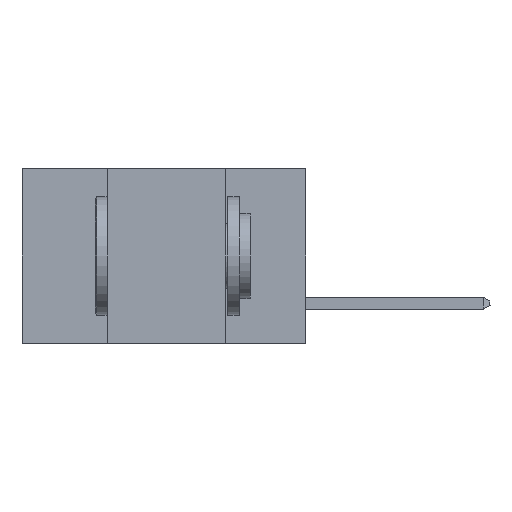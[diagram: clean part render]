
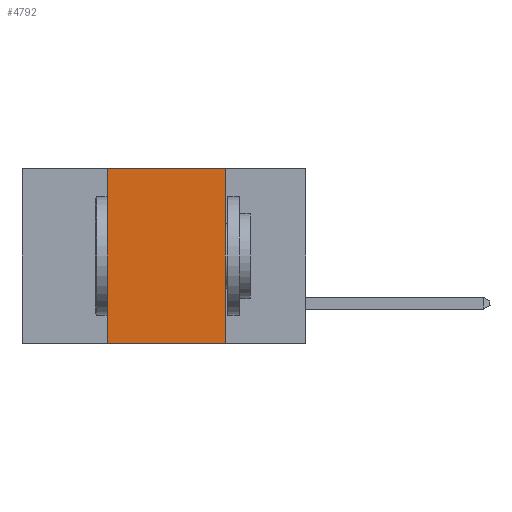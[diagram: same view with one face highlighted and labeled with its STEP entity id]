
A CAD part, left-side view. The second image highlights one B-rep face of the part: STEP entity #4792.
In plain terms, the highlighted planar face has unit normal (-1, 0, 0).
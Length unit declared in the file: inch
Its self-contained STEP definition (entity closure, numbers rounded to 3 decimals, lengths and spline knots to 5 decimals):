
#2486 = VERTEX_POINT ( 'NONE', #23370 ) ;
#3205 = EDGE_CURVE ( 'NONE', #29283, #2486, #8663, .T. ) ;
#3214 = LINE ( 'NONE', #17579, #20749 ) ;
#3451 = PLANE ( 'NONE',  #19487 ) ;
#4792 = ADVANCED_FACE ( 'NONE', ( #17156 ), #3451, .F. ) ;
#5152 = VECTOR ( 'NONE', #30580, 39.37008 ) ;
#5796 = ORIENTED_EDGE ( 'NONE', *, *, #23948, .F. ) ;
#8663 = LINE ( 'NONE', #18033, #20665 ) ;
#9260 = DIRECTION ( 'NONE',  ( 0., 0., -1. ) ) ;
#11364 = CARTESIAN_POINT ( 'NONE',  ( 0., 0.17, 0. ) ) ;
#11748 = LINE ( 'NONE', #19357, #25231 ) ;
#12810 = DIRECTION ( 'NONE',  ( 0., 0., 1. ) ) ;
#13193 = CARTESIAN_POINT ( 'NONE',  ( 0., 0.42, 0. ) ) ;
#13451 = VERTEX_POINT ( 'NONE', #13193 ) ;
#17088 = CARTESIAN_POINT ( 'NONE',  ( 0., 0.42, -0.37 ) ) ;
#17156 = FACE_OUTER_BOUND ( 'NONE', #26413, .T. ) ;
#17579 = CARTESIAN_POINT ( 'NONE',  ( 0., 0.42, 0. ) ) ;
#18033 = CARTESIAN_POINT ( 'NONE',  ( 0., 0.17, 0. ) ) ;
#19357 = CARTESIAN_POINT ( 'NONE',  ( 0., 0.6, 0. ) ) ;
#19487 = AXIS2_PLACEMENT_3D ( 'NONE', #30655, #27570, #27676 ) ;
#19494 = EDGE_CURVE ( 'NONE', #13451, #29283, #11748, .T. ) ;
#20665 = VECTOR ( 'NONE', #9260, 39.37008 ) ;
#20749 = VECTOR ( 'NONE', #12810, 39.37008 ) ;
#22377 = EDGE_CURVE ( 'NONE', #23152, #2486, #24130, .T. ) ;
#23152 = VERTEX_POINT ( 'NONE', #17088 ) ;
#23370 = CARTESIAN_POINT ( 'NONE',  ( 0., 0.17, -0.37 ) ) ;
#23948 = EDGE_CURVE ( 'NONE', #23152, #13451, #3214, .T. ) ;
#24018 = DIRECTION ( 'NONE',  ( 0., -1., 0. ) ) ;
#24130 = LINE ( 'NONE', #28241, #5152 ) ;
#25231 = VECTOR ( 'NONE', #24018, 39.37008 ) ;
#25558 = ORIENTED_EDGE ( 'NONE', *, *, #22377, .T. ) ;
#26413 = EDGE_LOOP ( 'NONE', ( #27384, #28847, #5796, #25558 ) ) ;
#27384 = ORIENTED_EDGE ( 'NONE', *, *, #3205, .F. ) ;
#27570 = DIRECTION ( 'NONE',  ( 1., 0., 0. ) ) ;
#27676 = DIRECTION ( 'NONE',  ( 0., 0., -1. ) ) ;
#28241 = CARTESIAN_POINT ( 'NONE',  ( 0., 0.6, -0.37 ) ) ;
#28847 = ORIENTED_EDGE ( 'NONE', *, *, #19494, .F. ) ;
#29283 = VERTEX_POINT ( 'NONE', #11364 ) ;
#30580 = DIRECTION ( 'NONE',  ( 0., -1., 0. ) ) ;
#30655 = CARTESIAN_POINT ( 'NONE',  ( 0., 0.6, 0. ) ) ;
